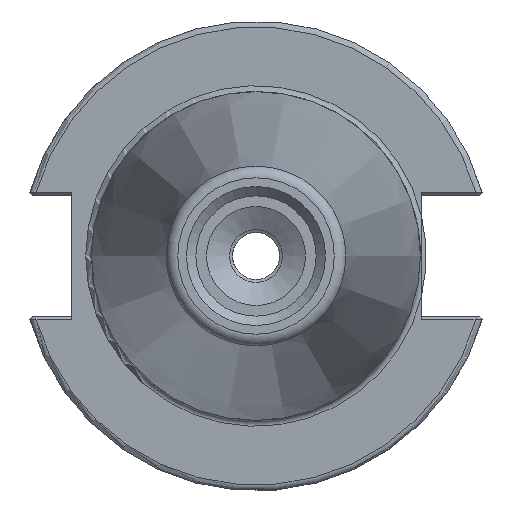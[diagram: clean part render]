
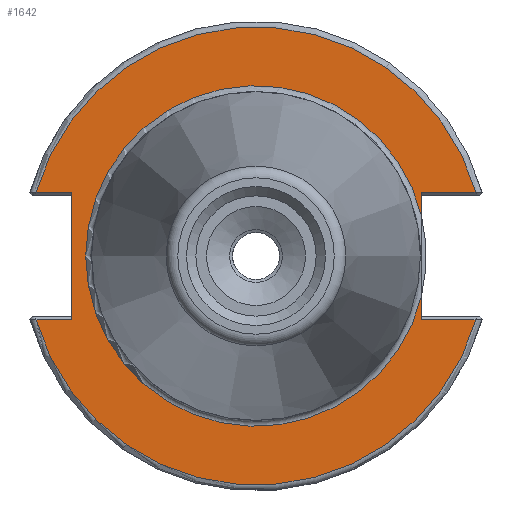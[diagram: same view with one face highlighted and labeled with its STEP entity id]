
A CAD part, left-side view. The second image highlights one B-rep face of the part: STEP entity #1642.
In plain terms, the highlighted planar face has unit normal (-1, 0, 0).
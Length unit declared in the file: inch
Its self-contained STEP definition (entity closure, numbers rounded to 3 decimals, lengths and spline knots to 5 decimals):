
#152=LINE('',#2468,#252);
#167=LINE('',#2550,#267);
#170=LINE('',#2559,#270);
#178=LINE('',#2574,#278);
#182=LINE('',#2610,#282);
#183=LINE('',#2613,#283);
#184=LINE('',#2616,#284);
#252=VECTOR('',#1904,0.67625);
#267=VECTOR('',#1927,0.19091);
#270=VECTOR('',#1936,0.12159);
#278=VECTOR('',#1944,0.12159);
#282=VECTOR('',#1988,0.29091);
#283=VECTOR('',#1991,0.19091);
#284=VECTOR('',#1994,0.29091);
#352=PLANE('',#1766);
#531=FACE_OUTER_BOUND('',#651,.T.);
#651=EDGE_LOOP('',(#1273,#1274,#1275,#1276,#1277,#1278,#1279,#1280,#1281,
#1282));
#745=CIRCLE('',#1764,0.90625);
#747=CIRCLE('',#1767,1.21875);
#748=CIRCLE('',#1768,1.21875);
#789=VERTEX_POINT('',#2466);
#790=VERTEX_POINT('',#2467);
#809=VERTEX_POINT('',#2549);
#810=VERTEX_POINT('',#2553);
#811=VERTEX_POINT('',#2554);
#812=VERTEX_POINT('',#2558);
#819=VERTEX_POINT('',#2572);
#831=VERTEX_POINT('',#2609);
#832=VERTEX_POINT('',#2612);
#833=VERTEX_POINT('',#2614);
#950=EDGE_CURVE('',#789,#790,#152,.T.);
#972=EDGE_CURVE('',#790,#809,#167,.T.);
#976=EDGE_CURVE('',#812,#810,#170,.T.);
#984=EDGE_CURVE('',#811,#819,#178,.T.);
#997=EDGE_CURVE('',#811,#810,#745,.T.);
#999=EDGE_CURVE('',#819,#831,#182,.T.);
#1000=EDGE_CURVE('',#809,#831,#747,.T.);
#1001=EDGE_CURVE('',#832,#789,#183,.T.);
#1002=EDGE_CURVE('',#833,#832,#748,.T.);
#1003=EDGE_CURVE('',#833,#812,#184,.T.);
#1273=ORIENTED_EDGE('',*,*,#999,.T.);
#1274=ORIENTED_EDGE('',*,*,#1000,.F.);
#1275=ORIENTED_EDGE('',*,*,#972,.F.);
#1276=ORIENTED_EDGE('',*,*,#950,.F.);
#1277=ORIENTED_EDGE('',*,*,#1001,.F.);
#1278=ORIENTED_EDGE('',*,*,#1002,.F.);
#1279=ORIENTED_EDGE('',*,*,#1003,.T.);
#1280=ORIENTED_EDGE('',*,*,#976,.T.);
#1281=ORIENTED_EDGE('',*,*,#997,.F.);
#1282=ORIENTED_EDGE('',*,*,#984,.T.);
#1642=ADVANCED_FACE('',(#531),#352,.T.);
#1764=AXIS2_PLACEMENT_3D('',#2605,#1982,#1983);
#1766=AXIS2_PLACEMENT_3D('',#2608,#1986,#1987);
#1767=AXIS2_PLACEMENT_3D('',#2611,#1989,#1990);
#1768=AXIS2_PLACEMENT_3D('',#2615,#1992,#1993);
#1904=DIRECTION('',(0.,0.,1.));
#1927=DIRECTION('',(0.,1.,0.));
#1936=DIRECTION('',(0.,0.,1.));
#1944=DIRECTION('',(0.,0.,1.));
#1982=DIRECTION('center_axis',(-1.,0.,0.));
#1983=DIRECTION('ref_axis',(0.,1.,0.));
#1986=DIRECTION('center_axis',(-1.,0.,0.));
#1987=DIRECTION('ref_axis',(0.,0.,1.));
#1988=DIRECTION('',(0.,-1.,0.));
#1989=DIRECTION('center_axis',(1.,0.,0.));
#1990=DIRECTION('ref_axis',(0.,0.,1.));
#1991=DIRECTION('',(0.,-1.,0.));
#1992=DIRECTION('center_axis',(1.,0.,0.));
#1993=DIRECTION('ref_axis',(0.,0.,-1.));
#1994=DIRECTION('',(0.,1.,0.));
#2466=CARTESIAN_POINT('',(2.815,0.98,-0.33813));
#2467=CARTESIAN_POINT('',(2.815,0.98,0.33813));
#2468=CARTESIAN_POINT('',(2.815,0.98,-0.33813));
#2549=CARTESIAN_POINT('',(2.815,1.17091,0.33813));
#2550=CARTESIAN_POINT('',(2.815,0.0275,0.33813));
#2553=CARTESIAN_POINT('',(2.815,-0.88,-0.21654));
#2554=CARTESIAN_POINT('',(2.815,-0.88,0.21654));
#2558=CARTESIAN_POINT('',(2.815,-0.88,-0.33813));
#2559=CARTESIAN_POINT('',(2.815,-0.88,0.));
#2572=CARTESIAN_POINT('',(2.815,-0.88,0.33813));
#2574=CARTESIAN_POINT('',(2.815,-0.88,0.));
#2605=CARTESIAN_POINT('Origin',(2.815,0.,0.));
#2608=CARTESIAN_POINT('Origin',(2.815,-0.875,0.));
#2609=CARTESIAN_POINT('',(2.815,-1.17091,0.33813));
#2610=CARTESIAN_POINT('',(2.815,-0.9025,0.33813));
#2611=CARTESIAN_POINT('Origin',(2.815,0.,0.));
#2612=CARTESIAN_POINT('',(2.815,1.17091,-0.33813));
#2613=CARTESIAN_POINT('',(2.815,0.2775,-0.33813));
#2614=CARTESIAN_POINT('',(2.815,-1.17091,-0.33813));
#2615=CARTESIAN_POINT('Origin',(2.815,0.,0.));
#2616=CARTESIAN_POINT('',(2.815,-0.9025,-0.33813));
